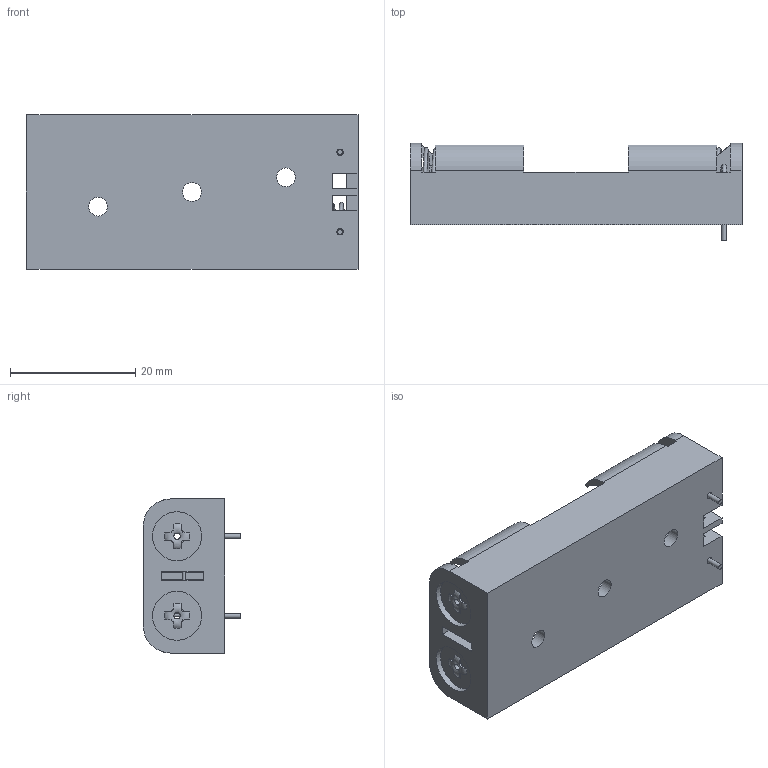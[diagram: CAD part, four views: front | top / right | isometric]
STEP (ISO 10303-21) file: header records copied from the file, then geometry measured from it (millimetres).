
FILE_DESCRIPTION(/* description */ ('STEP AP242','CAx-IF Rec.Pracs.---Representation and Presentation of Product Manufacturing Information (PMI)---4.0---2014-10-13','CAx-IF Rec.Pracs.---3D Tessellated Geometry---0.4---2014-09-14','2;1'),/* implementation_level */ '2;1');
FILE_NAME(/* name */ '65d356ad71bf0a081585cb82',/* time_stamp */ '2024-02-19T13:25:02Z',/* author */ (''),/* organization */ (''),/* preprocessor_version */ 'ST-DEVELOPER v19.4',/* originating_system */ ' ',/* authorisation */ ' ');
FILE_SCHEMA (('AP242_MANAGED_MODEL_BASED_3D_ENGINEERING_MIM_LF { 1 0 10303 442 1 1 4 }'));
Length unit declared in the file: metre
Products named in the file (9): 2468
Bounding box: 52.98 x 15.54 x 24.59 mm (x, y, z)
Volume: 4583.9 mm3; surface area: 7186.8 mm2
Topology: 9 solids, 9 shells, 543 faces, 1453 edges, 967 vertices
Faces by surface type: plane 401, bspline 64, cylinder 61, torus 17
Full cylindrical faces by diameter (mm): 0.596 x1, 0.813 x2, 1.016 x2, 1.024 x4, 1.778 x4, 2.5 x4, 2.997 x3, 7.8 x4
Entity records: 21868 total; most frequent: CARTESIAN_POINT 8697, ORIENTED_EDGE 2778, DIRECTION 2335, EDGE_CURVE 1389, LINE 1063, VECTOR 1063, VERTEX_POINT 948, EDGE_LOOP 661
